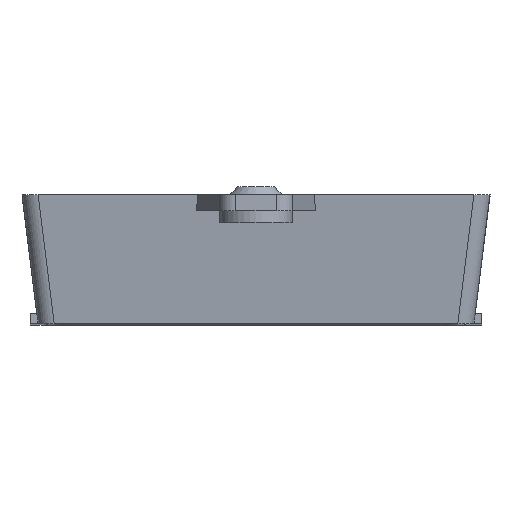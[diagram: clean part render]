
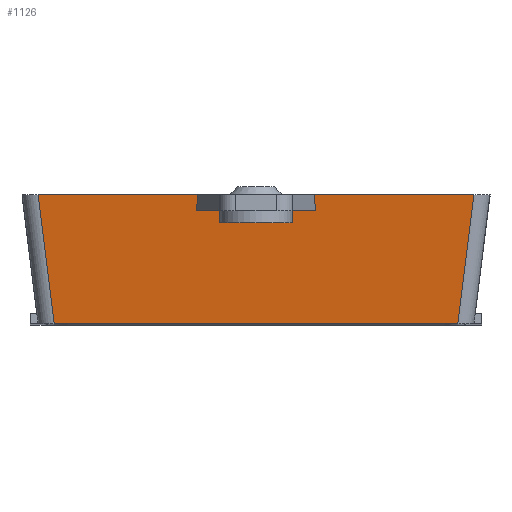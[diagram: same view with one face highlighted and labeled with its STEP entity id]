
A CAD part, top view. The second image highlights one B-rep face of the part: STEP entity #1126.
In plain terms, the highlighted planar face has unit normal (0, -0.093, 0.996).
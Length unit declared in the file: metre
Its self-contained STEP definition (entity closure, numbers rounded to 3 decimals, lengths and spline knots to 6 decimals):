
#107=LINE('',#1701,#206);
#133=LINE('',#1788,#232);
#134=LINE('',#1791,#233);
#135=LINE('',#1793,#234);
#136=LINE('',#1795,#235);
#137=LINE('',#1797,#236);
#138=LINE('',#1798,#237);
#139=LINE('',#1800,#238);
#206=VECTOR('',#1345,1.);
#232=VECTOR('',#1403,1.);
#233=VECTOR('',#1404,1.);
#234=VECTOR('',#1405,1.);
#235=VECTOR('',#1406,1.);
#236=VECTOR('',#1407,1.);
#237=VECTOR('',#1408,1.);
#238=VECTOR('',#1409,1.);
#352=ORIENTED_EDGE('',*,*,#676,.F.);
#353=ORIENTED_EDGE('',*,*,#677,.T.);
#354=ORIENTED_EDGE('',*,*,#678,.T.);
#355=ORIENTED_EDGE('',*,*,#679,.T.);
#356=ORIENTED_EDGE('',*,*,#680,.F.);
#357=ORIENTED_EDGE('',*,*,#640,.T.);
#358=ORIENTED_EDGE('',*,*,#681,.T.);
#359=ORIENTED_EDGE('',*,*,#682,.T.);
#640=EDGE_CURVE('',#805,#804,#107,.T.);
#676=EDGE_CURVE('',#835,#836,#133,.T.);
#677=EDGE_CURVE('',#835,#837,#134,.T.);
#678=EDGE_CURVE('',#837,#838,#135,.T.);
#679=EDGE_CURVE('',#838,#839,#136,.T.);
#680=EDGE_CURVE('',#805,#839,#137,.F.);
#681=EDGE_CURVE('',#804,#840,#138,.T.);
#682=EDGE_CURVE('',#840,#836,#139,.F.);
#804=VERTEX_POINT('',#1700);
#805=VERTEX_POINT('',#1702);
#835=VERTEX_POINT('',#1789);
#836=VERTEX_POINT('',#1790);
#837=VERTEX_POINT('',#1792);
#838=VERTEX_POINT('',#1794);
#839=VERTEX_POINT('',#1796);
#840=VERTEX_POINT('',#1799);
#923=EDGE_LOOP('',(#352,#353,#354,#355,#356,#357,#358,#359));
#1007=FACE_BOUND('',#923,.T.);
#1085=PLANE('',#1222);
#1126=ADVANCED_FACE('',(#1007),#1085,.T.);
#1222=AXIS2_PLACEMENT_3D('',#1787,#1401,#1402);
#1345=DIRECTION('',(0.124,0.988,0.093));
#1401=DIRECTION('',(0.,-0.093,0.996));
#1402=DIRECTION('',(0.,-0.996,-0.093));
#1403=DIRECTION('',(1.,0.,0.));
#1404=DIRECTION('',(0.034,0.995,0.093));
#1405=DIRECTION('',(-1.,0.,0.));
#1406=DIRECTION('',(0.124,-0.988,-0.093));
#1407=DIRECTION('',(1.,0.,0.));
#1408=DIRECTION('',(-1.,0.,0.));
#1409=DIRECTION('',(-0.034,0.995,0.093));
#1700=CARTESIAN_POINT('',(0.027008,0.,0.054));
#1701=CARTESIAN_POINT('',(0.025978,-0.008237,0.053228));
#1702=CARTESIAN_POINT('',(0.025008,-0.016,0.0525));
#1787=CARTESIAN_POINT('',(0.,-0.005018,0.05353));
#1788=CARTESIAN_POINT('',(0.,-0.002,0.053813));
#1789=CARTESIAN_POINT('',(-0.007341,-0.002,0.053813));
#1790=CARTESIAN_POINT('',(0.007341,-0.002,0.053813));
#1791=CARTESIAN_POINT('',(-0.007347,-0.00219,0.053795));
#1792=CARTESIAN_POINT('',(-0.007273,0.,0.054));
#1793=CARTESIAN_POINT('',(0.,0.,0.054));
#1794=CARTESIAN_POINT('',(-0.027008,0.,0.054));
#1795=CARTESIAN_POINT('',(-0.025978,-0.008237,0.053228));
#1796=CARTESIAN_POINT('',(-0.025008,-0.016,0.0525));
#1797=CARTESIAN_POINT('',(0.,-0.016,0.0525));
#1798=CARTESIAN_POINT('',(0.,0.,0.054));
#1799=CARTESIAN_POINT('',(0.007273,0.,0.054));
#1800=CARTESIAN_POINT('',(0.007308,-0.001034,0.053903));
